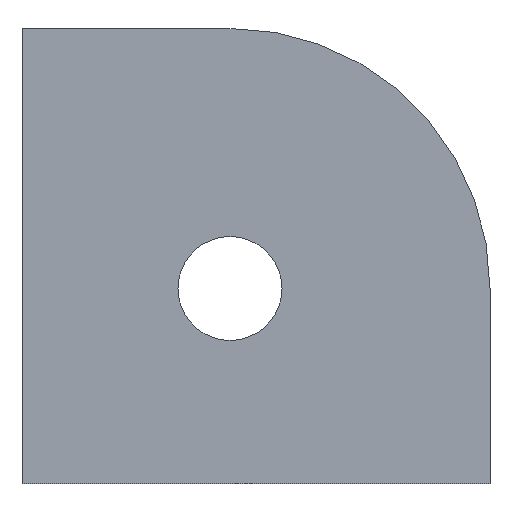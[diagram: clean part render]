
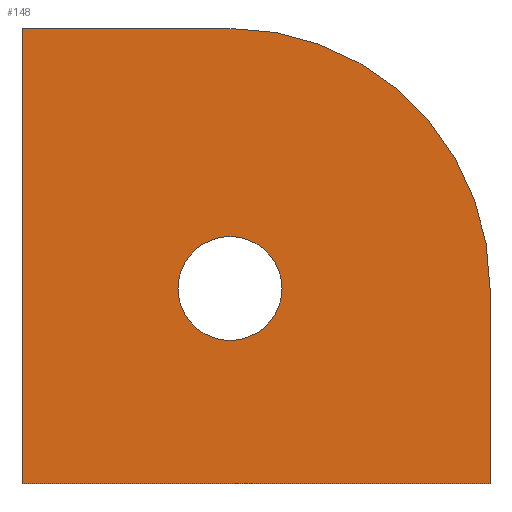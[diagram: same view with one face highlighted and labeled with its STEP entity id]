
A CAD part, left-side view. The second image highlights one B-rep face of the part: STEP entity #148.
In plain terms, the highlighted planar face has unit normal (-1, 0, 0).
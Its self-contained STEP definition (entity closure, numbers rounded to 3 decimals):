
#16=FACE_BOUND('',#40,.T.);
#22=PLANE('',#174);
#30=FACE_OUTER_BOUND('',#39,.T.);
#39=EDGE_LOOP('',(#133,#134,#135,#136,#137));
#40=EDGE_LOOP('',(#138));
#44=LINE('',#229,#58);
#47=LINE('',#235,#61);
#51=LINE('',#247,#65);
#54=LINE('',#251,#68);
#58=VECTOR('',#188,10.);
#61=VECTOR('',#193,10.);
#65=VECTOR('',#205,10.);
#68=VECTOR('',#210,10.);
#69=CIRCLE('',#164,5.);
#72=CIRCLE('',#170,25.);
#73=VERTEX_POINT('',#217);
#77=VERTEX_POINT('',#226);
#78=VERTEX_POINT('',#228);
#80=VERTEX_POINT('',#234);
#82=VERTEX_POINT('',#240);
#84=VERTEX_POINT('',#246);
#85=EDGE_CURVE('',#73,#73,#69,.T.);
#90=EDGE_CURVE('',#78,#77,#44,.T.);
#93=EDGE_CURVE('',#80,#78,#47,.T.);
#96=EDGE_CURVE('',#82,#80,#72,.T.);
#99=EDGE_CURVE('',#84,#82,#51,.T.);
#102=EDGE_CURVE('',#77,#84,#54,.T.);
#133=ORIENTED_EDGE('',*,*,#102,.T.);
#134=ORIENTED_EDGE('',*,*,#99,.T.);
#135=ORIENTED_EDGE('',*,*,#96,.T.);
#136=ORIENTED_EDGE('',*,*,#93,.T.);
#137=ORIENTED_EDGE('',*,*,#90,.T.);
#138=ORIENTED_EDGE('',*,*,#85,.T.);
#148=ADVANCED_FACE('',(#30,#16),#22,.F.);
#164=AXIS2_PLACEMENT_3D('',#218,#179,#180);
#170=AXIS2_PLACEMENT_3D('',#241,#199,#200);
#174=AXIS2_PLACEMENT_3D('',#253,#213,#214);
#179=DIRECTION('center_axis',(1.,0.,0.));
#180=DIRECTION('ref_axis',(0.,1.,0.));
#188=DIRECTION('',(0.,0.,-1.));
#193=DIRECTION('',(0.,1.,0.));
#199=DIRECTION('center_axis',(-1.,0.,0.));
#200=DIRECTION('ref_axis',(0.,0.,1.));
#205=DIRECTION('',(0.,0.,1.));
#210=DIRECTION('',(0.,-1.,0.));
#213=DIRECTION('center_axis',(1.,0.,0.));
#214=DIRECTION('ref_axis',(0.,1.,0.));
#217=CARTESIAN_POINT('',(-5.,-5.,-64.25));
#218=CARTESIAN_POINT('Origin',(-5.,0.,-64.25));
#226=CARTESIAN_POINT('',(-5.,20.,-83.));
#228=CARTESIAN_POINT('',(-5.,20.,-39.25));
#229=CARTESIAN_POINT('',(-5.,20.,-84.25));
#234=CARTESIAN_POINT('',(-5.,0.,-39.25));
#235=CARTESIAN_POINT('',(-5.,20.,-39.25));
#240=CARTESIAN_POINT('',(-5.,-25.,-64.25));
#241=CARTESIAN_POINT('Origin',(-5.,0.,-64.25));
#246=CARTESIAN_POINT('',(-5.,-25.,-83.));
#247=CARTESIAN_POINT('',(-5.,-25.,-64.25));
#251=CARTESIAN_POINT('',(-5.,20.,-83.));
#253=CARTESIAN_POINT('Origin',(-5.,-2.5,-61.75));
